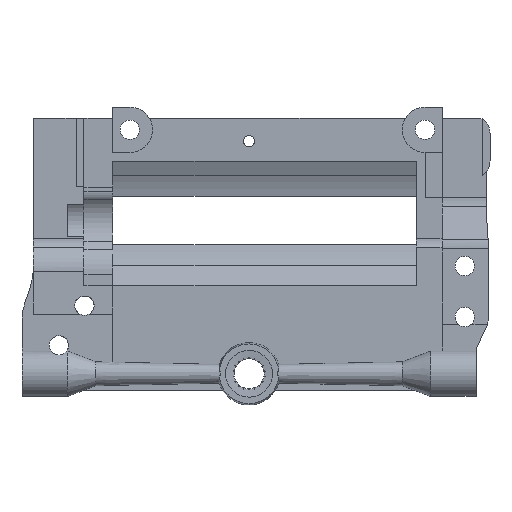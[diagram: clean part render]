
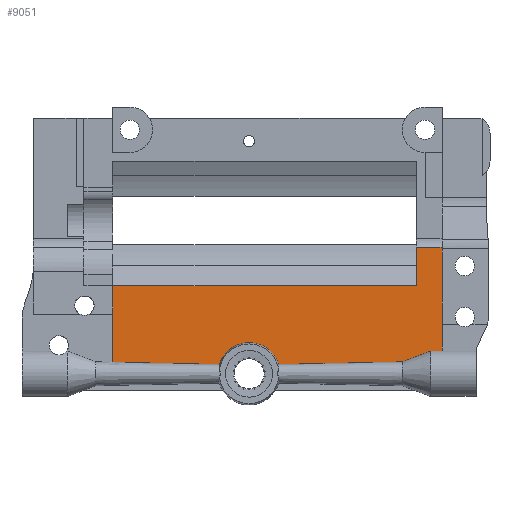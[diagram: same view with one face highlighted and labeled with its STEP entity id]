
A CAD part, top view. The second image highlights one B-rep face of the part: STEP entity #9051.
In plain terms, the highlighted planar face has unit normal (0, 0, 1).
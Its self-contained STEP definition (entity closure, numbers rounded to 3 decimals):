
#7966 = VERTEX_POINT('',#7967);
#7967 = CARTESIAN_POINT('',(27.,-60.64,3.));
#7974 = EDGE_CURVE('',#7966,#7975,#7977,.T.);
#7975 = VERTEX_POINT('',#7976);
#7976 = CARTESIAN_POINT('',(27.,-59.36,3.));
#7977 = HYPERBOLA('',#7978,96.429,2.);
#7978 = AXIS2_PLACEMENT_3D('',#7979,#7980,#7981);
#7979 = CARTESIAN_POINT('',(-74.25,-60.,3.));
#7980 = DIRECTION('',(0.,-0.,1.));
#7981 = DIRECTION('',(1.,0.,0.));
#8090 = VERTEX_POINT('',#8091);
#8091 = CARTESIAN_POINT('',(5.317,-61.07,3.));
#8098 = EDGE_CURVE('',#8090,#8099,#8101,.T.);
#8099 = VERTEX_POINT('',#8100);
#8100 = CARTESIAN_POINT('',(-5.317,-61.07,3.));
#8101 = CIRCLE('',#8102,5.424);
#8102 = AXIS2_PLACEMENT_3D('',#8103,#8104,#8105);
#8103 = CARTESIAN_POINT('',(0.,-60.,3.));
#8104 = DIRECTION('',(-0.,0.,1.));
#8105 = DIRECTION('',(0.,-1.,0.));
#8177 = EDGE_CURVE('',#8178,#8180,#8182,.T.);
#8178 = VERTEX_POINT('',#8179);
#8179 = CARTESIAN_POINT('',(-24.,-59.609,3.));
#8180 = VERTEX_POINT('',#8181);
#8181 = CARTESIAN_POINT('',(-24.,-60.391,3.));
#8182 = HYPERBOLA('',#8183,96.429,2.);
#8183 = AXIS2_PLACEMENT_3D('',#8184,#8185,#8186);
#8184 = CARTESIAN_POINT('',(74.25,-60.,3.));
#8185 = DIRECTION('',(0.,0.,1.));
#8186 = DIRECTION('',(-1.,0.,0.));
#8902 = EDGE_CURVE('',#8903,#8905,#8907,.T.);
#8903 = VERTEX_POINT('',#8904);
#8904 = CARTESIAN_POINT('',(34.,-56.536,3.));
#8905 = VERTEX_POINT('',#8906);
#8906 = CARTESIAN_POINT('',(32.,-56.536,3.));
#8907 = LINE('',#8908,#8909);
#8908 = CARTESIAN_POINT('',(39.,-56.536,3.));
#8909 = VECTOR('',#8910,1.);
#8910 = DIRECTION('',(-1.,0.,0.));
#8995 = EDGE_CURVE('',#8996,#7966,#8998,.T.);
#8996 = VERTEX_POINT('',#8997);
#8997 = CARTESIAN_POINT('',(27.442,-61.07,3.));
#8998 = HYPERBOLA('',#8999,5.263,2.);
#8999 = AXIS2_PLACEMENT_3D('',#9000,#9001,#9002);
#9000 = CARTESIAN_POINT('',(21.474,-60.,3.));
#9001 = DIRECTION('',(0.,-0.,1.));
#9002 = DIRECTION('',(1.,0.,0.));
#9021 = EDGE_CURVE('',#8996,#8090,#9022,.T.);
#9022 = LINE('',#9023,#9024);
#9023 = CARTESIAN_POINT('',(34.,-61.07,3.));
#9024 = VECTOR('',#9025,1.);
#9025 = DIRECTION('',(-1.,0.,0.));
#9040 = EDGE_CURVE('',#7975,#8905,#9041,.T.);
#9041 = HYPERBOLA('',#9042,5.263,2.);
#9042 = AXIS2_PLACEMENT_3D('',#9043,#9044,#9045);
#9043 = CARTESIAN_POINT('',(21.474,-60.,3.));
#9044 = DIRECTION('',(0.,-0.,1.));
#9045 = DIRECTION('',(1.,0.,0.));
#9051 = ADVANCED_FACE('',(#9052),#9113,.T.);
#9052 = FACE_BOUND('',#9053,.T.);
#9053 = EDGE_LOOP('',(#9054,#9064,#9072,#9080,#9086,#9087,#9095,#9101,
    #9102,#9103,#9104,#9105,#9106,#9107));
#9054 = ORIENTED_EDGE('',*,*,#9055,.T.);
#9055 = EDGE_CURVE('',#9056,#9058,#9060,.T.);
#9056 = VERTEX_POINT('',#9057);
#9057 = CARTESIAN_POINT('',(34.,-37.715,3.));
#9058 = VERTEX_POINT('',#9059);
#9059 = CARTESIAN_POINT('',(29.5,-37.715,3.));
#9060 = LINE('',#9061,#9062);
#9061 = CARTESIAN_POINT('',(-38.,-37.715,3.));
#9062 = VECTOR('',#9063,1.);
#9063 = DIRECTION('',(-1.,0.,0.));
#9064 = ORIENTED_EDGE('',*,*,#9065,.F.);
#9065 = EDGE_CURVE('',#9066,#9058,#9068,.T.);
#9066 = VERTEX_POINT('',#9067);
#9067 = CARTESIAN_POINT('',(29.5,-44.505,3.));
#9068 = LINE('',#9069,#9070);
#9069 = CARTESIAN_POINT('',(29.5,-38.473,3.));
#9070 = VECTOR('',#9071,1.);
#9071 = DIRECTION('',(0.,1.,0.));
#9072 = ORIENTED_EDGE('',*,*,#9073,.T.);
#9073 = EDGE_CURVE('',#9066,#9074,#9076,.T.);
#9074 = VERTEX_POINT('',#9075);
#9075 = CARTESIAN_POINT('',(-24.,-44.505,3.));
#9076 = LINE('',#9077,#9078);
#9077 = CARTESIAN_POINT('',(-9.5,-44.505,3.));
#9078 = VECTOR('',#9079,1.);
#9079 = DIRECTION('',(-1.,0.,0.));
#9080 = ORIENTED_EDGE('',*,*,#9081,.F.);
#9081 = EDGE_CURVE('',#8178,#9074,#9082,.T.);
#9082 = LINE('',#9083,#9084);
#9083 = CARTESIAN_POINT('',(-24.,-61.07,3.));
#9084 = VECTOR('',#9085,1.);
#9085 = DIRECTION('',(0.,1.,0.));
#9086 = ORIENTED_EDGE('',*,*,#8177,.T.);
#9087 = ORIENTED_EDGE('',*,*,#9088,.F.);
#9088 = EDGE_CURVE('',#9089,#8180,#9091,.T.);
#9089 = VERTEX_POINT('',#9090);
#9090 = CARTESIAN_POINT('',(-24.,-61.07,3.));
#9091 = LINE('',#9092,#9093);
#9092 = CARTESIAN_POINT('',(-24.,-61.07,3.));
#9093 = VECTOR('',#9094,1.);
#9094 = DIRECTION('',(0.,1.,0.));
#9095 = ORIENTED_EDGE('',*,*,#9096,.F.);
#9096 = EDGE_CURVE('',#8099,#9089,#9097,.T.);
#9097 = LINE('',#9098,#9099);
#9098 = CARTESIAN_POINT('',(34.,-61.07,3.));
#9099 = VECTOR('',#9100,1.);
#9100 = DIRECTION('',(-1.,0.,0.));
#9101 = ORIENTED_EDGE('',*,*,#8098,.F.);
#9102 = ORIENTED_EDGE('',*,*,#9021,.F.);
#9103 = ORIENTED_EDGE('',*,*,#8995,.T.);
#9104 = ORIENTED_EDGE('',*,*,#7974,.T.);
#9105 = ORIENTED_EDGE('',*,*,#9040,.T.);
#9106 = ORIENTED_EDGE('',*,*,#8902,.F.);
#9107 = ORIENTED_EDGE('',*,*,#9108,.F.);
#9108 = EDGE_CURVE('',#9056,#8903,#9109,.T.);
#9109 = LINE('',#9110,#9111);
#9110 = CARTESIAN_POINT('',(34.,-26.821,3.));
#9111 = VECTOR('',#9112,1.);
#9112 = DIRECTION('',(0.,-1.,0.));
#9113 = PLANE('',#9114);
#9114 = AXIS2_PLACEMENT_3D('',#9115,#9116,#9117);
#9115 = CARTESIAN_POINT('',(5.,-43.945,3.));
#9116 = DIRECTION('',(0.,0.,1.));
#9117 = DIRECTION('',(1.,0.,0.));
